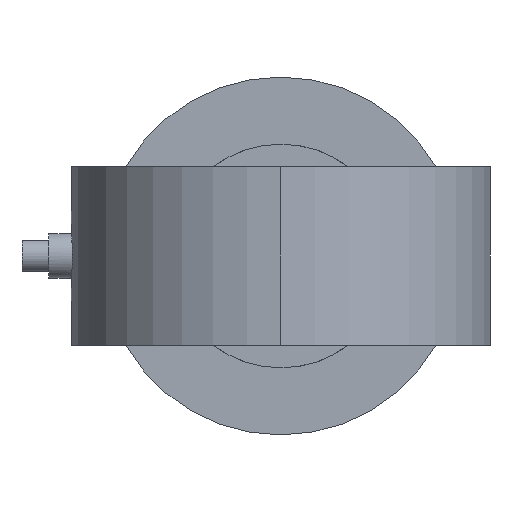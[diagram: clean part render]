
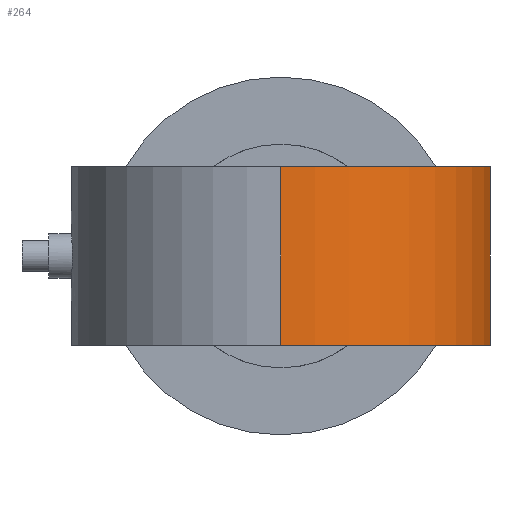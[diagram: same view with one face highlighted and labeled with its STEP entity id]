
A CAD part, left-side view. The second image highlights one B-rep face of the part: STEP entity #264.
In plain terms, the highlighted cylindrical face has radius 46.875 mm (diameter 93.75 mm), a partial arc.
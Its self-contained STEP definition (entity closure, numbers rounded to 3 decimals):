
#67 = CARTESIAN_POINT ( 'NONE',  ( -148., 0., 20. ) ) ;
#75 = EDGE_CURVE ( 'NONE', #1339, #1383, #392, .T. ) ;
#107 = DIRECTION ( 'NONE',  ( 0., 0., -1. ) ) ;
#118 = CARTESIAN_POINT ( 'NONE',  ( -194.875, 0., 20. ) ) ;
#121 = DIRECTION ( 'NONE',  ( 1., 0., 0. ) ) ;
#142 = VERTEX_POINT ( 'NONE', #376 ) ;
#264 = ADVANCED_FACE ( 'NONE', ( #1380 ), #845, .T. ) ;
#284 = DIRECTION ( 'NONE',  ( -1., 0., 0. ) ) ;
#292 = CARTESIAN_POINT ( 'NONE',  ( -122.814, -39.534, 20. ) ) ;
#307 = DIRECTION ( 'NONE',  ( 0., 0., -1. ) ) ;
#376 = CARTESIAN_POINT ( 'NONE',  ( -194.875, 0., 20. ) ) ;
#392 = CIRCLE ( 'NONE', #870, 46.875 ) ;
#394 = LINE ( 'NONE', #1256, #1096 ) ;
#502 = DIRECTION ( 'NONE',  ( 0., 0., 1. ) ) ;
#512 = CIRCLE ( 'NONE', #1299, 46.875 ) ;
#514 = VECTOR ( 'NONE', #107, 1000. ) ;
#598 = ORIENTED_EDGE ( 'NONE', *, *, #872, .F. ) ;
#657 = LINE ( 'NONE', #118, #514 ) ;
#719 = DIRECTION ( 'NONE',  ( 1., 0., 0. ) ) ;
#720 = DIRECTION ( 'NONE',  ( 0., 0., -1. ) ) ;
#820 = EDGE_LOOP ( 'NONE', ( #598, #948, #1008, #1241 ) ) ;
#845 = CYLINDRICAL_SURFACE ( 'NONE', #921, 46.875 ) ;
#864 = CARTESIAN_POINT ( 'NONE',  ( -194.875, 0., -20. ) ) ;
#870 = AXIS2_PLACEMENT_3D ( 'NONE', #1303, #1194, #121 ) ;
#872 = EDGE_CURVE ( 'NONE', #142, #946, #512, .T. ) ;
#921 = AXIS2_PLACEMENT_3D ( 'NONE', #1276, #307, #284 ) ;
#946 = VERTEX_POINT ( 'NONE', #292 ) ;
#948 = ORIENTED_EDGE ( 'NONE', *, *, #1321, .T. ) ;
#1008 = ORIENTED_EDGE ( 'NONE', *, *, #75, .T. ) ;
#1018 = CARTESIAN_POINT ( 'NONE',  ( -122.814, -39.534, -20. ) ) ;
#1096 = VECTOR ( 'NONE', #720, 1000. ) ;
#1194 = DIRECTION ( 'NONE',  ( 0., 0., 1. ) ) ;
#1219 = EDGE_CURVE ( 'NONE', #946, #1383, #394, .T. ) ;
#1241 = ORIENTED_EDGE ( 'NONE', *, *, #1219, .F. ) ;
#1256 = CARTESIAN_POINT ( 'NONE',  ( -122.814, -39.534, 20. ) ) ;
#1276 = CARTESIAN_POINT ( 'NONE',  ( -148., 0., 20. ) ) ;
#1299 = AXIS2_PLACEMENT_3D ( 'NONE', #67, #502, #719 ) ;
#1303 = CARTESIAN_POINT ( 'NONE',  ( -148., 0., -20. ) ) ;
#1321 = EDGE_CURVE ( 'NONE', #142, #1339, #657, .T. ) ;
#1339 = VERTEX_POINT ( 'NONE', #864 ) ;
#1380 = FACE_OUTER_BOUND ( 'NONE', #820, .T. ) ;
#1383 = VERTEX_POINT ( 'NONE', #1018 ) ;
